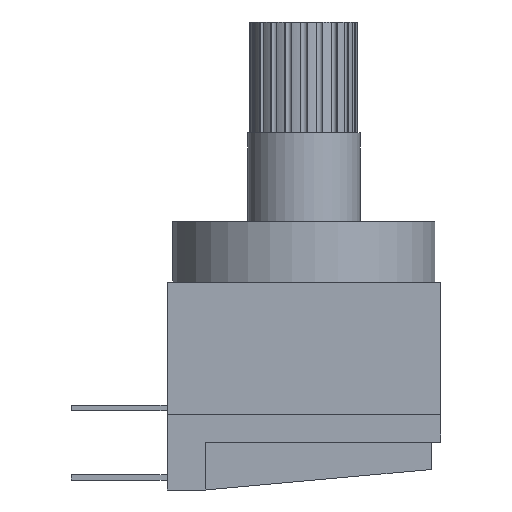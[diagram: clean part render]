
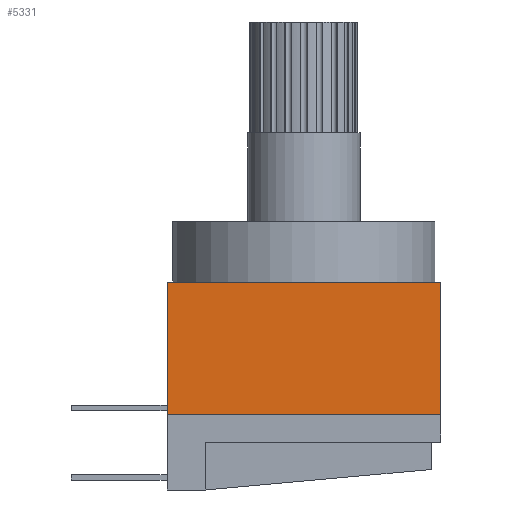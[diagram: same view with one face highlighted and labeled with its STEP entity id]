
A CAD part, front view. The second image highlights one B-rep face of the part: STEP entity #5331.
In plain terms, the highlighted planar face has unit normal (0, -1, 0).
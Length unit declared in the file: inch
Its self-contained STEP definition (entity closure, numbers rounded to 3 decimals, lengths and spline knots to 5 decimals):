
#4498=CARTESIAN_POINT('',(0.19685,-0.19685,-0.11516));
#4499=VERTEX_POINT('',#4498);
#4506=CARTESIAN_POINT('',(-0.19685,-0.19685,-0.11516));
#4507=VERTEX_POINT('',#4506);
#4508=CARTESIAN_POINT('',(-0.19685,-0.19685,-0.11516));
#4509=DIRECTION('',(1.0,0.0,0.0));
#4510=VECTOR('',#4509,0.3937);
#4511=LINE('',#4508,#4510);
#4512=EDGE_CURVE('',#4507,#4499,#4511,.T.);
#5077=CARTESIAN_POINT('',(-0.19685,-0.19685,0.07579));
#5078=VERTEX_POINT('',#5077);
#5085=CARTESIAN_POINT('',(0.19685,-0.19685,0.07579));
#5086=VERTEX_POINT('',#5085);
#5087=CARTESIAN_POINT('',(0.19685,-0.19685,0.07579));
#5088=DIRECTION('',(-1.0,0.0,0.0));
#5089=VECTOR('',#5088,0.3937);
#5090=LINE('',#5087,#5089);
#5091=EDGE_CURVE('',#5086,#5078,#5090,.T.);
#5156=CARTESIAN_POINT('',(-0.19685,-0.19685,0.07579));
#5157=DIRECTION('',(0.0,0.0,-1.0));
#5158=VECTOR('',#5157,0.19094);
#5159=LINE('',#5156,#5158);
#5160=EDGE_CURVE('',#5078,#4507,#5159,.T.);
#5305=CARTESIAN_POINT('',(0.19685,-0.19685,0.07579));
#5306=DIRECTION('',(0.0,0.0,-1.0));
#5307=VECTOR('',#5306,0.19094);
#5308=LINE('',#5305,#5307);
#5309=EDGE_CURVE('',#5086,#4499,#5308,.T.);
#5320=CARTESIAN_POINT('',(-0.21654,-0.19685,0.08533));
#5321=DIRECTION('',(0.0,-1.0,0.0));
#5322=DIRECTION('',(0.0,0.0,-1.0));
#5323=AXIS2_PLACEMENT_3D('',#5320,#5321,#5322);
#5324=PLANE('',#5323);
#5325=ORIENTED_EDGE('',*,*,#5091,.T.);
#5326=ORIENTED_EDGE('',*,*,#5160,.T.);
#5327=ORIENTED_EDGE('',*,*,#4512,.T.);
#5328=ORIENTED_EDGE('',*,*,#5309,.F.);
#5329=EDGE_LOOP('',(#5325,#5326,#5327,#5328));
#5330=FACE_OUTER_BOUND('',#5329,.T.);
#5331=ADVANCED_FACE('',(#5330),#5324,.T.);
